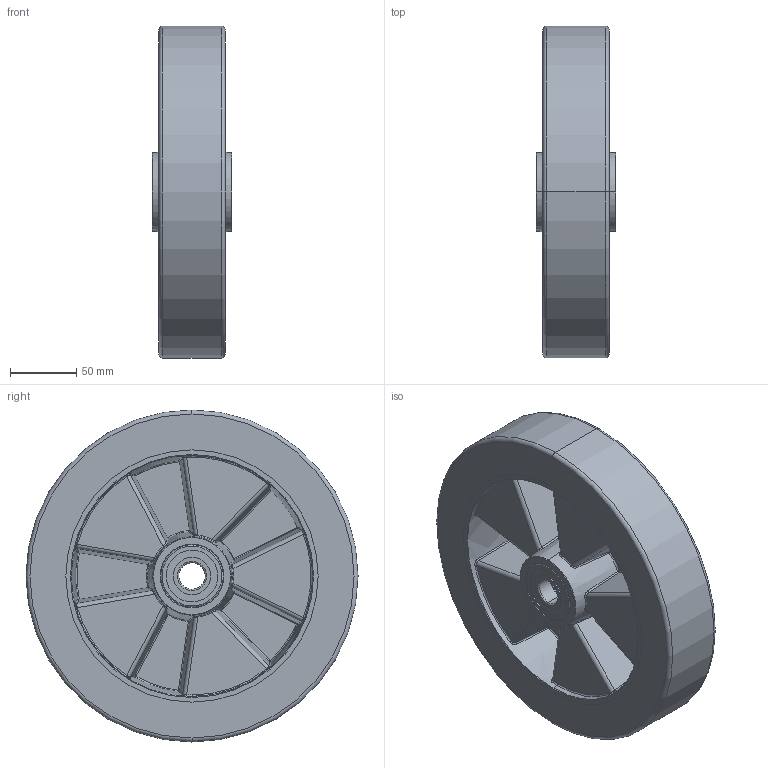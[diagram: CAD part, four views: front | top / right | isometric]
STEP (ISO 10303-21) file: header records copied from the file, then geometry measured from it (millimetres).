
FILE_DESCRIPTION (( 'STEP AP214' ), '1' );
FILE_NAME ('0037935.step', '2023-01-03T12:01:51', ( '' ), ( '' ), 'SwSTEP 2.0', 'SolidWorks 2020', '' );
FILE_SCHEMA (( 'AUTOMOTIVE_DESIGN' ));
Length unit declared in the file: millimetre
Products named in the file (1): 0037935
Bounding box: 60.1 x 250 x 250 mm (x, y, z)
Volume: 1597025.5 mm3; surface area: 292691 mm2
Topology: 15 solids, 15 shells, 400 faces, 859 edges, 489 vertices
Faces by surface type: torus 97, cylinder 96, bspline 80, plane 74, sphere 45, cone 8
Entity records: 18670 total; most frequent: CARTESIAN_POINT 5721, DIRECTION 1836, ORIENTED_EDGE 1718, EDGE_CURVE 859, AXIS2_PLACEMENT_3D 840, CIRCLE 519, VERTEX_POINT 489, EDGE_LOOP 426
